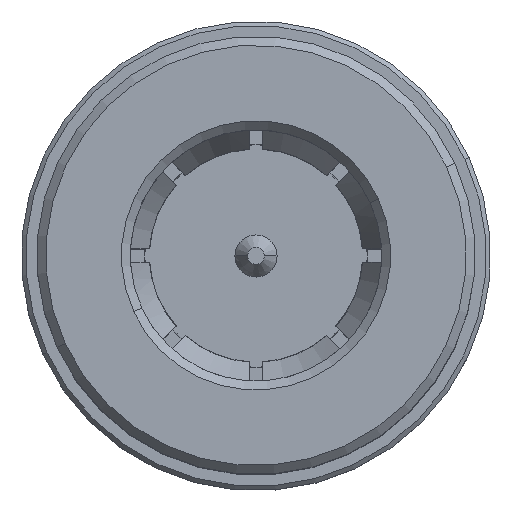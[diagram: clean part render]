
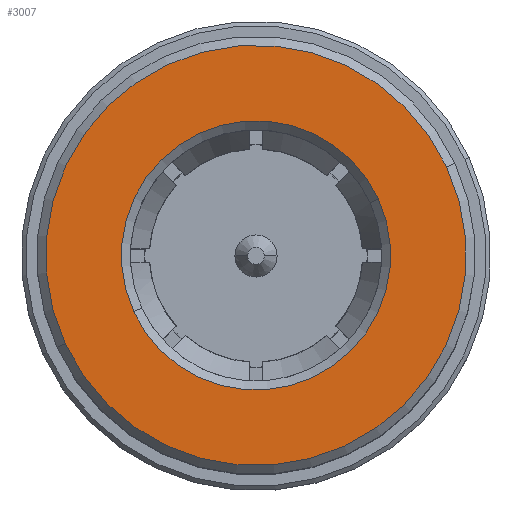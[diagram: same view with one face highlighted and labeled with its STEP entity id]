
A CAD part, top view. The second image highlights one B-rep face of the part: STEP entity #3007.
In plain terms, the highlighted planar face has unit normal (0, 0, 1).
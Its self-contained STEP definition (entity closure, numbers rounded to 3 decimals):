
#614 = CARTESIAN_POINT ( 'NONE',  ( 0., 0., 2.85 ) ) ;
#686 = CARTESIAN_POINT ( 'NONE',  ( -2.732, -1.263, 2.85 ) ) ;
#740 = CARTESIAN_POINT ( 'NONE',  ( 0., 0., 2.85 ) ) ;
#1270 = DIRECTION ( 'NONE',  ( 0.908, 0.42, 0. ) ) ;
#1289 = CARTESIAN_POINT ( 'NONE',  ( -4.266, -1.972, 2.85 ) ) ;
#1524 = AXIS2_PLACEMENT_3D ( 'NONE', #2397, #1820, #4785 ) ;
#1758 = EDGE_CURVE ( 'NONE', #6456, #2164, #4804, .T. ) ;
#1820 = DIRECTION ( 'NONE',  ( 0., 0., 1. ) ) ;
#2164 = VERTEX_POINT ( 'NONE', #5190 ) ;
#2327 = DIRECTION ( 'NONE',  ( 0.908, 0.42, 0. ) ) ;
#2397 = CARTESIAN_POINT ( 'NONE',  ( 0., 0., 2.85 ) ) ;
#2580 = ORIENTED_EDGE ( 'NONE', *, *, #1758, .T. ) ;
#2846 = DIRECTION ( 'NONE',  ( 0.908, 0.42, 0. ) ) ;
#2959 = CARTESIAN_POINT ( 'NONE',  ( 4.266, 1.972, 2.85 ) ) ;
#3007 = ADVANCED_FACE ( 'NONE', ( #6001, #5825 ), #3342, .T. ) ;
#3342 = PLANE ( 'NONE',  #3751 ) ;
#3350 = DIRECTION ( 'NONE',  ( 0.908, 0.42, 0. ) ) ;
#3626 = EDGE_CURVE ( 'NONE', #2164, #6456, #4341, .T. ) ;
#3751 = AXIS2_PLACEMENT_3D ( 'NONE', #8112, #4808, #2327 ) ;
#3907 = EDGE_LOOP ( 'NONE', ( #5743, #8425 ) ) ;
#4341 = CIRCLE ( 'NONE', #7012, 3.01 ) ;
#4728 = CIRCLE ( 'NONE', #1524, 4.7 ) ;
#4785 = DIRECTION ( 'NONE',  ( 0.908, 0.42, 0. ) ) ;
#4804 = CIRCLE ( 'NONE', #4949, 3.01 ) ;
#4808 = DIRECTION ( 'NONE',  ( 0., 0., 1. ) ) ;
#4949 = AXIS2_PLACEMENT_3D ( 'NONE', #740, #6295, #3350 ) ;
#5137 = DIRECTION ( 'NONE',  ( 0., 0., 1. ) ) ;
#5190 = CARTESIAN_POINT ( 'NONE',  ( 2.732, 1.263, 2.85 ) ) ;
#5445 = EDGE_CURVE ( 'NONE', #7519, #7087, #4728, .T. ) ;
#5743 = ORIENTED_EDGE ( 'NONE', *, *, #5445, .T. ) ;
#5825 = FACE_OUTER_BOUND ( 'NONE', #3907, .T. ) ;
#6001 = FACE_BOUND ( 'NONE', #8206, .T. ) ;
#6295 = DIRECTION ( 'NONE',  ( 0., 0., -1. ) ) ;
#6456 = VERTEX_POINT ( 'NONE', #686 ) ;
#6667 = EDGE_CURVE ( 'NONE', #7087, #7519, #7508, .T. ) ;
#6743 = ORIENTED_EDGE ( 'NONE', *, *, #3626, .T. ) ;
#7012 = AXIS2_PLACEMENT_3D ( 'NONE', #7619, #8243, #2846 ) ;
#7087 = VERTEX_POINT ( 'NONE', #2959 ) ;
#7508 = CIRCLE ( 'NONE', #8058, 4.7 ) ;
#7519 = VERTEX_POINT ( 'NONE', #1289 ) ;
#7619 = CARTESIAN_POINT ( 'NONE',  ( 0., 0., 2.85 ) ) ;
#8058 = AXIS2_PLACEMENT_3D ( 'NONE', #614, #5137, #1270 ) ;
#8112 = CARTESIAN_POINT ( 'NONE',  ( -1.179, 2.551, 2.85 ) ) ;
#8206 = EDGE_LOOP ( 'NONE', ( #6743, #2580 ) ) ;
#8243 = DIRECTION ( 'NONE',  ( 0., 0., -1. ) ) ;
#8425 = ORIENTED_EDGE ( 'NONE', *, *, #6667, .T. ) ;
